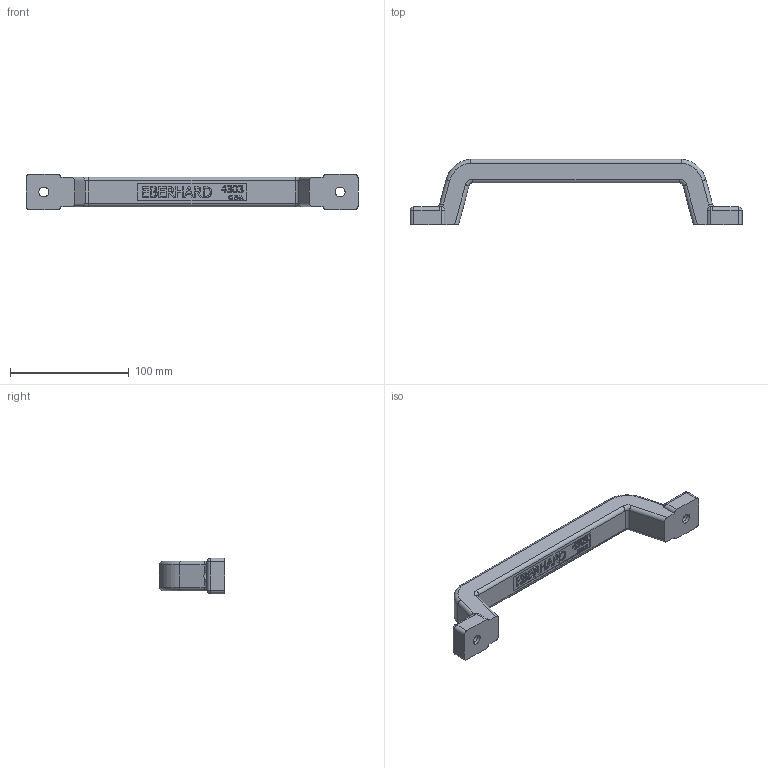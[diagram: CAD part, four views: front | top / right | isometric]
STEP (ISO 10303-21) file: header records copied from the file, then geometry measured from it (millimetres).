
FILE_DESCRIPTION((''),'2;1');
FILE_NAME('4303.stp','2013-11-21T10:36:36',('fredp'),(''),'Autodesk Inventor 2013','Autodesk Inventor 2013','');
FILE_SCHEMA(('AUTOMOTIVE_DESIGN { 1 0 10303 214 1 1 1 1 }'));
Length unit declared in the file: inch
Products named in the file (1): 4303
Bounding box: 280.01 x 55.12 x 29.97 mm (x, y, z)
Volume: 151690.8 mm3; surface area: 30573.8 mm2
Topology: 1 solids, 1 shells, 383 faces, 1024 edges, 670 vertices
Faces by surface type: plane 215, bspline 110, cylinder 46, torus 12
Full cylindrical faces by diameter (mm): 8.382 x6, 20.066 x2
Entity records: 13369 total; most frequent: CARTESIAN_POINT 4140, ORIENTED_EDGE 2024, DIRECTION 1426, EDGE_CURVE 1012, VECTOR 690, LINE 690, VERTEX_POINT 666, EDGE_LOOP 422
